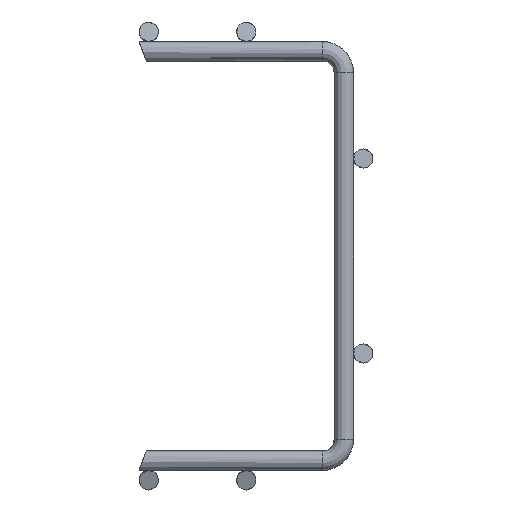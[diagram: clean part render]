
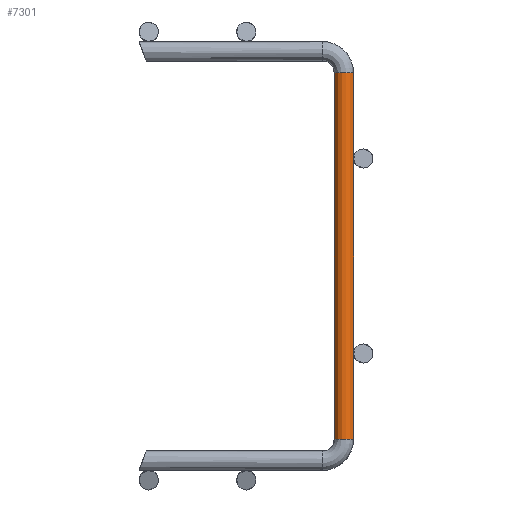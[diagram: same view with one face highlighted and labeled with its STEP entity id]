
A CAD part, left-side view. The second image highlights one B-rep face of the part: STEP entity #7301.
In plain terms, the highlighted cylindrical face has radius 2.5 mm (diameter 5 mm), a partial arc.
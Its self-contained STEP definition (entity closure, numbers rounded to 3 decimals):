
#442 = VERTEX_POINT ( 'NONE', #1056 ) ;
#1056 = CARTESIAN_POINT ( 'NONE',  ( 0., -5., -47. ) ) ;
#1062 = EDGE_CURVE ( 'NONE', #1967, #5522, #4834, .T. ) ;
#1656 = CIRCLE ( 'NONE', #2153, 2.5 ) ;
#1967 = VERTEX_POINT ( 'NONE', #8572 ) ;
#2153 = AXIS2_PLACEMENT_3D ( 'NONE', #5321, #9932, #6959 ) ;
#2595 = VERTEX_POINT ( 'NONE', #5319 ) ;
#2766 = DIRECTION ( 'NONE',  ( 0., 0., 1. ) ) ;
#2823 = CARTESIAN_POINT ( 'NONE',  ( 0., -2.5, 47. ) ) ;
#2899 = ORIENTED_EDGE ( 'NONE', *, *, #9585, .F. ) ;
#3231 = FACE_OUTER_BOUND ( 'NONE', #8842, .T. ) ;
#3327 = CIRCLE ( 'NONE', #7588, 2.5 ) ;
#3901 = DIRECTION ( 'NONE',  ( 0., 1., 0. ) ) ;
#4446 = ORIENTED_EDGE ( 'NONE', *, *, #9462, .F. ) ;
#4567 = LINE ( 'NONE', #9955, #7260 ) ;
#4834 = LINE ( 'NONE', #8046, #9656 ) ;
#5319 = CARTESIAN_POINT ( 'NONE',  ( 0., -5., 47. ) ) ;
#5321 = CARTESIAN_POINT ( 'NONE',  ( 0., -2.5, -47. ) ) ;
#5522 = VERTEX_POINT ( 'NONE', #6124 ) ;
#5896 = DIRECTION ( 'NONE',  ( 0., -1., 0. ) ) ;
#6042 = ORIENTED_EDGE ( 'NONE', *, *, #8647, .T. ) ;
#6107 = DIRECTION ( 'NONE',  ( 0., 0., -1. ) ) ;
#6124 = CARTESIAN_POINT ( 'NONE',  ( 0., 0., -47. ) ) ;
#6389 = AXIS2_PLACEMENT_3D ( 'NONE', #10103, #8617, #3901 ) ;
#6959 = DIRECTION ( 'NONE',  ( 0., -1., 0. ) ) ;
#6977 = CYLINDRICAL_SURFACE ( 'NONE', #6389, 2.5 ) ;
#7260 = VECTOR ( 'NONE', #6107, 1000. ) ;
#7301 = ADVANCED_FACE ( 'NONE', ( #3231 ), #6977, .T. ) ;
#7588 = AXIS2_PLACEMENT_3D ( 'NONE', #2823, #2766, #5896 ) ;
#8046 = CARTESIAN_POINT ( 'NONE',  ( 0., 0., 47. ) ) ;
#8572 = CARTESIAN_POINT ( 'NONE',  ( 0., 0., 47. ) ) ;
#8617 = DIRECTION ( 'NONE',  ( 0., 0., -1. ) ) ;
#8647 = EDGE_CURVE ( 'NONE', #5522, #442, #1656, .T. ) ;
#8813 = DIRECTION ( 'NONE',  ( 0., 0., -1. ) ) ;
#8842 = EDGE_LOOP ( 'NONE', ( #2899, #4446, #10024, #6042 ) ) ;
#9462 = EDGE_CURVE ( 'NONE', #1967, #2595, #3327, .T. ) ;
#9585 = EDGE_CURVE ( 'NONE', #2595, #442, #4567, .T. ) ;
#9656 = VECTOR ( 'NONE', #8813, 1000. ) ;
#9932 = DIRECTION ( 'NONE',  ( 0., 0., 1. ) ) ;
#9955 = CARTESIAN_POINT ( 'NONE',  ( 0., -5., 47. ) ) ;
#10024 = ORIENTED_EDGE ( 'NONE', *, *, #1062, .T. ) ;
#10103 = CARTESIAN_POINT ( 'NONE',  ( 0., -2.5, 47. ) ) ;
